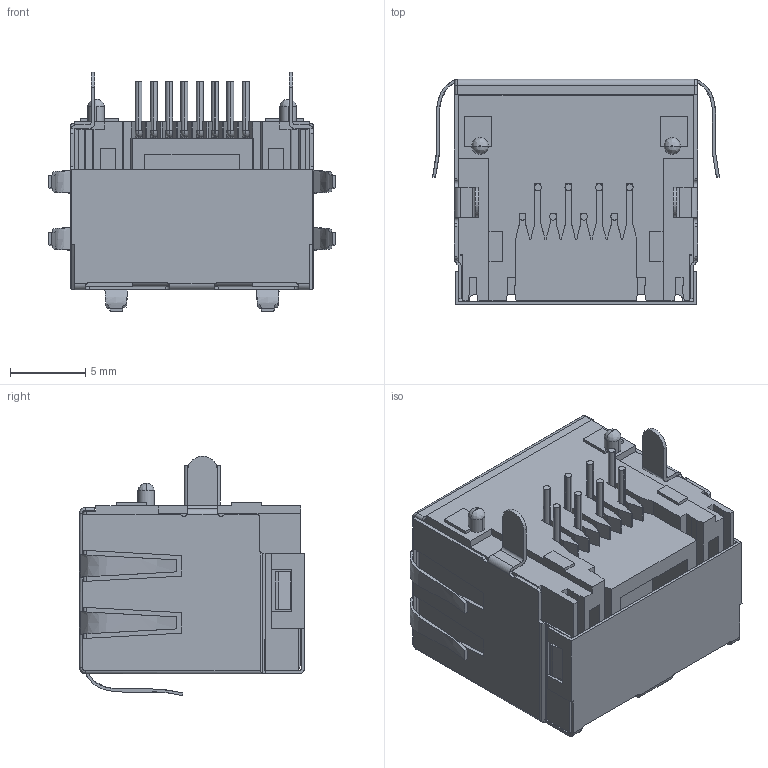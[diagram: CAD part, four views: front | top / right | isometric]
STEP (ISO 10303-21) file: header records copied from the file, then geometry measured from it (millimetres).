
FILE_DESCRIPTION((''),'2;1');
FILE_NAME('ADMI211052983IWL_ASM','2024-08-21T19:09:25',('DGKYD'),(''),'CREO PARAMETRIC BY PTC INC, 2019010','CREO PARAMETRIC BY PTC INC, 2019010','');
FILE_SCHEMA(('CONFIG_CONTROL_DESIGN'));
Length unit declared in the file: millimetre
Products named in the file (11): ADMI211052983IWL_1; ADMI211052983IWL_2; ADMI211052983IWL_5; ADMI211052983IWL_6; ADMI211052983IWL_7; ADMI211052983IWL_8; ADMI211052983IWL_9; ADMI211052983IWL_10; ADMI211052983IWL_11; ADMI211052983IWL_12; ADMI211052983IWL_ASM
Assembly tree (10 placements, depth 2):
  ADMI211052983IWL_ASM
    ADMI211052983IWL_1
    ADMI211052983IWL_2
    ADMI211052983IWL_5
    ADMI211052983IWL_6
    ADMI211052983IWL_7
    ADMI211052983IWL_8
    ADMI211052983IWL_9
    ADMI211052983IWL_10
    ADMI211052983IWL_11
    ADMI211052983IWL_12
Bounding box: 19.1 x 15 x 15.95 mm (x, y, z)
Volume: 1265 mm3; surface area: 3933.5 mm2
Topology: 10 solids, 10 shells, 878 faces, 2478 edges, 1606 vertices
Faces by surface type: plane 541, cylinder 253, torus 64, extrusion 12, bspline 8
Entity records: 29518 total; most frequent: CARTESIAN_POINT 6222, ORIENTED_EDGE 4956, DIRECTION 4732, EDGE_CURVE 2478, VECTOR 1792, LINE 1780, VERTEX_POINT 1606, AXIS2_PLACEMENT_3D 1470
